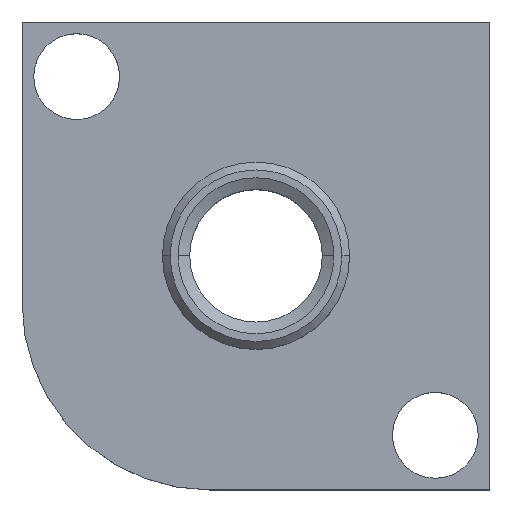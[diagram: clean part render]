
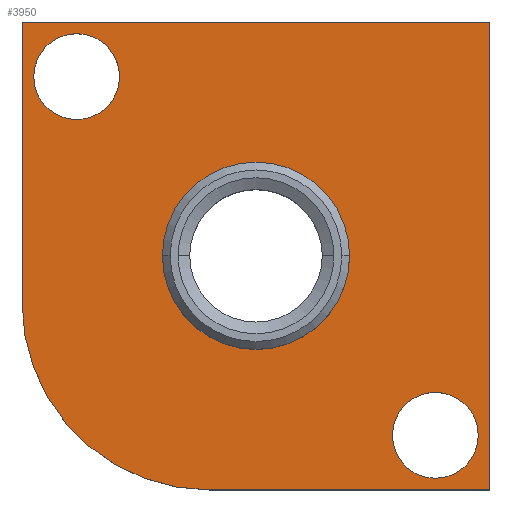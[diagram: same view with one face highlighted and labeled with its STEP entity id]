
A CAD part, top view. The second image highlights one B-rep face of the part: STEP entity #3950.
In plain terms, the highlighted planar face has unit normal (0, 0, 1).
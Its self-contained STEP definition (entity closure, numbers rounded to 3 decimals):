
#120=CARTESIAN_POINT('',(-8.75,11.5,3.));
#130=VERTEX_POINT('',#120);
#160=CARTESIAN_POINT('',(-11.5,11.5,3.));
#170=DIRECTION('',(0.,0.,-1.));
#180=DIRECTION('',(1.,0.,0.));
#190=AXIS2_PLACEMENT_3D('',#160,#170,#180);
#200=CIRCLE('',#190,2.75);
#210=CARTESIAN_POINT('',(-14.25,11.5,3.));
#220=VERTEX_POINT('',#210);
#230=EDGE_CURVE('',#130,#220,#200,.T.);
#540=CARTESIAN_POINT('',(8.75,-11.5,3.));
#550=VERTEX_POINT('',#540);
#580=CARTESIAN_POINT('',(11.5,-11.5,3.));
#590=DIRECTION('',(0.,0.,-1.));
#600=DIRECTION('',(1.,0.,0.));
#610=AXIS2_PLACEMENT_3D('',#580,#590,#600);
#620=CIRCLE('',#610,2.75);
#630=CARTESIAN_POINT('',(14.25,-11.5,3.));
#640=VERTEX_POINT('',#630);
#650=EDGE_CURVE('',#550,#640,#620,.T.);
#900=CARTESIAN_POINT('',(-15.,0.,3.));
#910=DIRECTION('',(0.,-1.,0.));
#920=VECTOR('',#910,1.);
#930=LINE('',#900,#920);
#940=CARTESIAN_POINT('',(-15.,15.,3.));
#950=VERTEX_POINT('',#940);
#960=CARTESIAN_POINT('',(-15.,-3.,3.));
#970=VERTEX_POINT('',#960);
#980=EDGE_CURVE('',#950,#970,#930,.T.);
#1360=CARTESIAN_POINT('',(15.,15.,3.));
#1370=VERTEX_POINT('',#1360);
#1520=CARTESIAN_POINT('',(15.,-15.,3.));
#1530=VERTEX_POINT('',#1520);
#1560=CARTESIAN_POINT('',(15.,0.,3.));
#1570=DIRECTION('',(0.,1.,0.));
#1580=VECTOR('',#1570,1.);
#1590=LINE('',#1560,#1580);
#1600=EDGE_CURVE('',#1530,#1370,#1590,.T.);
#2980=CARTESIAN_POINT('',(6.,0.,3.));
#2990=VERTEX_POINT('',#2980);
#3070=CARTESIAN_POINT('',(-6.,0.,3.));
#3080=VERTEX_POINT('',#3070);
#3110=CARTESIAN_POINT('',(0.,0.,3.));
#3120=DIRECTION('',(0.,0.,-1.));
#3130=DIRECTION('',(-1.,0.,0.));
#3140=AXIS2_PLACEMENT_3D('',#3110,#3120,#3130);
#3150=CIRCLE('',#3140,6.);
#3160=EDGE_CURVE('',#3080,#2990,#3150,.T.);
#3320=CARTESIAN_POINT('',(-3.,-15.,3.));
#3330=VERTEX_POINT('',#3320);
#3360=CARTESIAN_POINT('',(0.,-15.,3.));
#3370=DIRECTION('',(1.,0.,0.));
#3380=VECTOR('',#3370,1.);
#3390=LINE('',#3360,#3380);
#3400=EDGE_CURVE('',#3330,#1530,#3390,.T.);
#3530=CARTESIAN_POINT('',(0.,15.,3.));
#3540=DIRECTION('',(-1.,0.,0.));
#3550=VECTOR('',#3540,1.);
#3560=LINE('',#3530,#3550);
#3570=EDGE_CURVE('',#1370,#950,#3560,.T.);
#3620=CARTESIAN_POINT('',(-15.3,-15.3,3.));
#3630=DIRECTION('',(0.,0.,1.));
#3640=DIRECTION('',(1.,0.,0.));
#3650=AXIS2_PLACEMENT_3D('',#3620,#3630,#3640);
#3660=PLANE('',#3650);
#3670=ORIENTED_EDGE('',*,*,#230,.T.);
#3680=EDGE_CURVE('',#220,#130,#200,.T.);
#3690=ORIENTED_EDGE('',*,*,#3680,.T.);
#3700=EDGE_LOOP('',(#3690,#3670));
#3710=FACE_BOUND('',#3700,.T.);
#3720=ORIENTED_EDGE('',*,*,#650,.T.);
#3730=EDGE_CURVE('',#640,#550,#620,.T.);
#3740=ORIENTED_EDGE('',*,*,#3730,.T.);
#3750=EDGE_LOOP('',(#3740,#3720));
#3760=FACE_BOUND('',#3750,.T.);
#3770=EDGE_CURVE('',#2990,#3080,#3150,.T.);
#3780=ORIENTED_EDGE('',*,*,#3770,.T.);
#3790=ORIENTED_EDGE('',*,*,#3160,.T.);
#3800=EDGE_LOOP('',(#3790,#3780));
#3810=FACE_BOUND('',#3800,.T.);
#3820=ORIENTED_EDGE('',*,*,#3570,.T.);
#3830=ORIENTED_EDGE('',*,*,#1600,.T.);
#3840=ORIENTED_EDGE('',*,*,#3400,.T.);
#3850=CARTESIAN_POINT('',(-3.,-3.,3.));
#3860=DIRECTION('',(0.,0.,1.));
#3870=DIRECTION('',(0.,-1.,0.));
#3880=AXIS2_PLACEMENT_3D('',#3850,#3860,#3870);
#3890=CIRCLE('',#3880,12.);
#3900=EDGE_CURVE('',#970,#3330,#3890,.T.);
#3910=ORIENTED_EDGE('',*,*,#3900,.T.);
#3920=ORIENTED_EDGE('',*,*,#980,.T.);
#3930=EDGE_LOOP('',(#3920,#3910,#3840,#3830,#3820));
#3940=FACE_OUTER_BOUND('',#3930,.T.);
#3950=ADVANCED_FACE('',(#3710,#3760,#3810,#3940),#3660,.T.);
